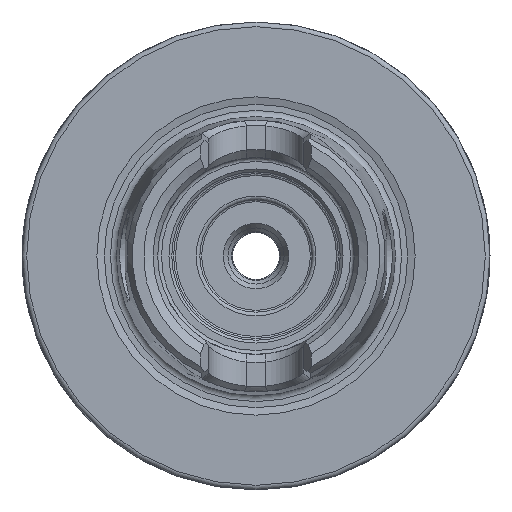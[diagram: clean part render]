
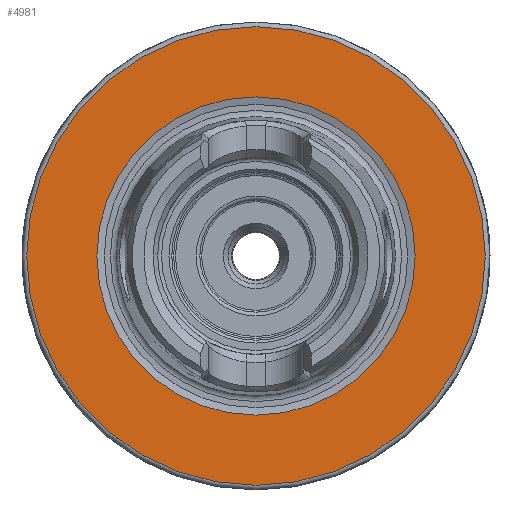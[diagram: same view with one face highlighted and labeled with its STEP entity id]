
A CAD part, left-side view. The second image highlights one B-rep face of the part: STEP entity #4981.
In plain terms, the highlighted planar face has unit normal (-1, 0, 0).
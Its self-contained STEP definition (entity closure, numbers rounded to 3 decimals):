
#4947=CARTESIAN_POINT('',(0.0,17.,0.0));
#4948=VERTEX_POINT('',#4947);
#4949=CARTESIAN_POINT('',(0.0,0.0,0.0));
#4950=DIRECTION('',(1.0,0.0,0.0));
#4951=DIRECTION('',(0.0,1.0,0.0));
#4952=AXIS2_PLACEMENT_3D('',#4949,#4950,#4951);
#4953=CIRCLE('',#4952,17.);
#4954=EDGE_CURVE('',#4948,#4948,#4953,.T.);
#4962=CARTESIAN_POINT('',(0.0,20.75,0.0));
#4963=DIRECTION('',(-1.0,0.0,0.0));
#4964=DIRECTION('',(0.0,0.0,1.0));
#4965=AXIS2_PLACEMENT_3D('',#4962,#4963,#4964);
#4966=PLANE('',#4965);
#4967=CARTESIAN_POINT('',(0.0,24.5,0.0));
#4968=VERTEX_POINT('',#4967);
#4969=CARTESIAN_POINT('',(0.0,0.0,0.0));
#4970=DIRECTION('',(1.0,0.0,0.0));
#4971=DIRECTION('',(0.0,1.0,0.0));
#4972=AXIS2_PLACEMENT_3D('',#4969,#4970,#4971);
#4973=CIRCLE('',#4972,24.5);
#4974=EDGE_CURVE('',#4968,#4968,#4973,.T.);
#4975=ORIENTED_EDGE('',*,*,#4974,.F.);
#4976=EDGE_LOOP('',(#4975));
#4977=FACE_OUTER_BOUND('',#4976,.T.);
#4978=ORIENTED_EDGE('',*,*,#4954,.T.);
#4979=EDGE_LOOP('',(#4978));
#4980=FACE_BOUND('',#4979,.T.);
#4981=ADVANCED_FACE('',(#4977,#4980),#4966,.T.);
